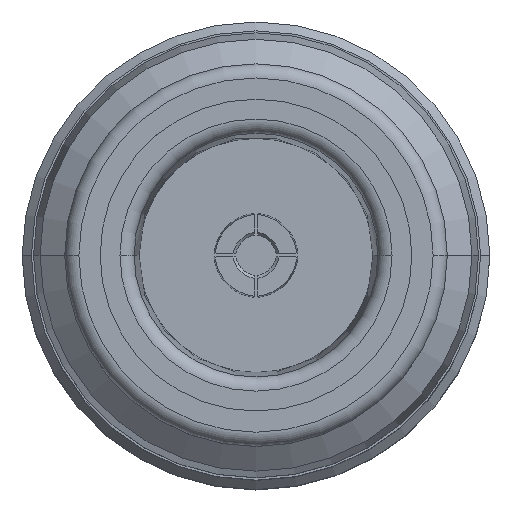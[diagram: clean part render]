
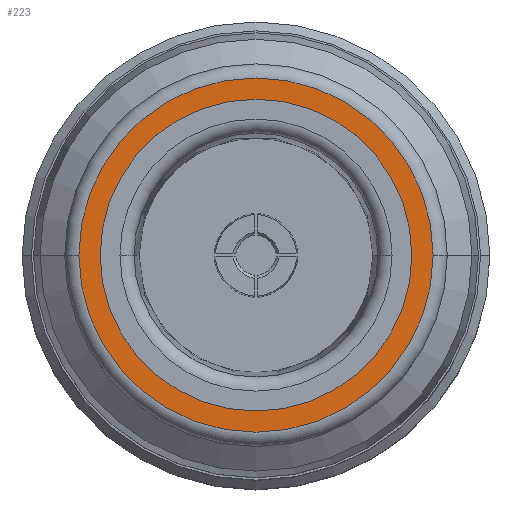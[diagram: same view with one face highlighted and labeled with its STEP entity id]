
A CAD part, top view. The second image highlights one B-rep face of the part: STEP entity #223.
In plain terms, the highlighted planar face has unit normal (0, 0, 1).
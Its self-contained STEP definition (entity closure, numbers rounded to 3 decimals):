
#1 = DIRECTION ( 'NONE',  ( 1., 0., 0. ) ) ;
#101 = DIRECTION ( 'NONE',  ( 0., 0., 1. ) ) ;
#132 = VERTEX_POINT ( 'NONE', #1315 ) ;
#182 = AXIS2_PLACEMENT_3D ( 'NONE', #1732, #101, #1994 ) ;
#223 = ADVANCED_FACE ( 'NONE', ( #2032, #3382 ), #553, .F. ) ;
#297 = DIRECTION ( 'NONE',  ( 0., 0., -1. ) ) ;
#347 = CIRCLE ( 'NONE', #2829, 6.25 ) ;
#400 = EDGE_CURVE ( 'NONE', #2352, #132, #1748, .T. ) ;
#553 = PLANE ( 'NONE',  #2810 ) ;
#688 = CARTESIAN_POINT ( 'NONE',  ( 0., 0., 0. ) ) ;
#690 = ORIENTED_EDGE ( 'NONE', *, *, #1557, .F. ) ;
#800 = CIRCLE ( 'NONE', #1592, 5.5 ) ;
#807 = ORIENTED_EDGE ( 'NONE', *, *, #2904, .T. ) ;
#1069 = CARTESIAN_POINT ( 'NONE',  ( 6.25, 0., 0. ) ) ;
#1315 = CARTESIAN_POINT ( 'NONE',  ( -6.25, 0., 0. ) ) ;
#1327 = CARTESIAN_POINT ( 'NONE',  ( 0., 0., 0. ) ) ;
#1464 = EDGE_LOOP ( 'NONE', ( #2863, #807 ) ) ;
#1557 = EDGE_CURVE ( 'NONE', #3021, #2090, #2795, .T. ) ;
#1592 = AXIS2_PLACEMENT_3D ( 'NONE', #688, #1775, #3384 ) ;
#1599 = DIRECTION ( 'NONE',  ( 1., 0., 0. ) ) ;
#1682 = EDGE_LOOP ( 'NONE', ( #2165, #690 ) ) ;
#1687 = CARTESIAN_POINT ( 'NONE',  ( -5.5, 0., 0. ) ) ;
#1732 = CARTESIAN_POINT ( 'NONE',  ( 0., 0., 0. ) ) ;
#1748 = CIRCLE ( 'NONE', #182, 6.25 ) ;
#1773 = DIRECTION ( 'NONE',  ( 0., 0., 1. ) ) ;
#1775 = DIRECTION ( 'NONE',  ( 0., 0., 1. ) ) ;
#1911 = CARTESIAN_POINT ( 'NONE',  ( 0., 0., 0. ) ) ;
#1928 = EDGE_CURVE ( 'NONE', #2090, #3021, #800, .T. ) ;
#1994 = DIRECTION ( 'NONE',  ( 1., 0., 0. ) ) ;
#2032 = FACE_BOUND ( 'NONE', #1682, .T. ) ;
#2090 = VERTEX_POINT ( 'NONE', #3289 ) ;
#2165 = ORIENTED_EDGE ( 'NONE', *, *, #1928, .F. ) ;
#2180 = DIRECTION ( 'NONE',  ( -1., 0., 0. ) ) ;
#2352 = VERTEX_POINT ( 'NONE', #1069 ) ;
#2386 = CARTESIAN_POINT ( 'NONE',  ( 0., 0., 0. ) ) ;
#2795 = CIRCLE ( 'NONE', #2832, 5.5 ) ;
#2810 = AXIS2_PLACEMENT_3D ( 'NONE', #1911, #297, #2180 ) ;
#2829 = AXIS2_PLACEMENT_3D ( 'NONE', #1327, #3210, #1599 ) ;
#2832 = AXIS2_PLACEMENT_3D ( 'NONE', #2386, #1773, #1 ) ;
#2863 = ORIENTED_EDGE ( 'NONE', *, *, #400, .T. ) ;
#2904 = EDGE_CURVE ( 'NONE', #132, #2352, #347, .T. ) ;
#3021 = VERTEX_POINT ( 'NONE', #1687 ) ;
#3210 = DIRECTION ( 'NONE',  ( 0., 0., 1. ) ) ;
#3289 = CARTESIAN_POINT ( 'NONE',  ( 5.5, 0., 0. ) ) ;
#3382 = FACE_OUTER_BOUND ( 'NONE', #1464, .T. ) ;
#3384 = DIRECTION ( 'NONE',  ( 1., 0., 0. ) ) ;
